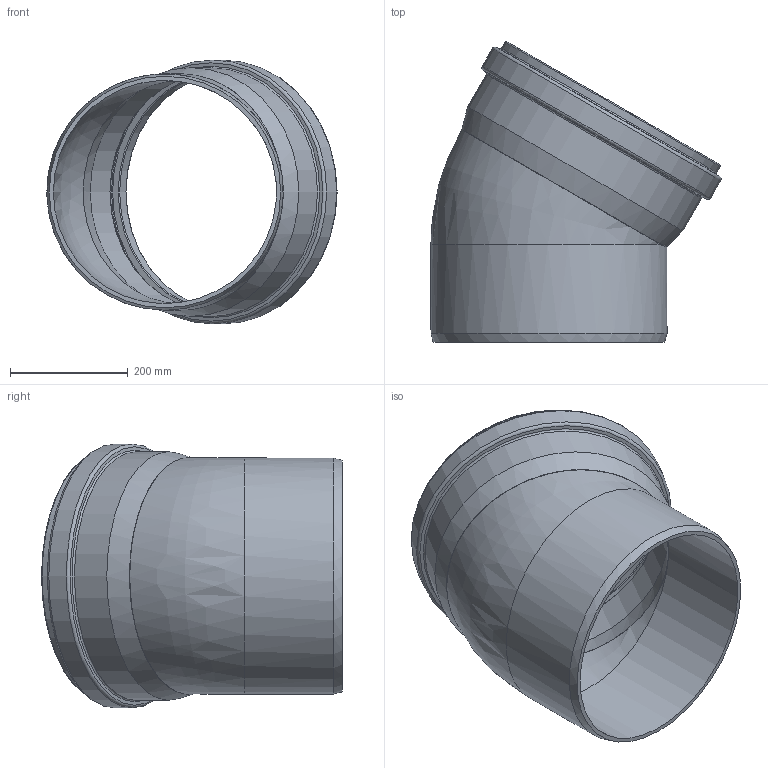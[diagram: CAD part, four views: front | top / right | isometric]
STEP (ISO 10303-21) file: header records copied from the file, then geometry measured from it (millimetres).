
FILE_DESCRIPTION(/* description */ (''),/* implementation_level */ '2;1');
FILE_NAME(/* name */ '226210 KGB Bogen DN_OD 400_30°.stp',/* time_stamp */ '2017-05-22T14:11:30+02:00',/* author */ ('user1'),/* organization */ (''),/* preprocessor_version */ 'ST-DEVELOPER v16.1',/* originating_system */ 'Autodesk Inventor 2016',/* authorisation */ '');
FILE_SCHEMA (('AUTOMOTIVE_DESIGN { 1 0 10303 214 3 1 1 }'));
Length unit declared in the file: millimetre
Products named in the file (1): 226210 KGB Bogen DN_OD 400_30°
Bounding box: 492 x 510 x 447.1 mm (x, y, z)
Volume: 5761777.6 mm3; surface area: 1158517.2 mm2
Topology: 1 solids, 1 shells, 32 faces, 69 edges, 37 vertices
Faces by surface type: torus 10, cylinder 8, cone 7, bspline 4, plane 3
Full cylindrical faces by diameter (mm): 378.35 x1, 400.35 x1, 402 x1, 402.4 x1, 421.1 x1, 421.4 x1, 429.1 x1, 447.1 x1
Entity records: 1740 total; most frequent: CARTESIAN_POINT 1167, DIRECTION 120, ORIENTED_EDGE 76, AXIS2_PLACEMENT_3D 60, EDGE_LOOP 59, EDGE_CURVE 38, VERTEX_POINT 33, FACE_OUTER_BOUND 32
